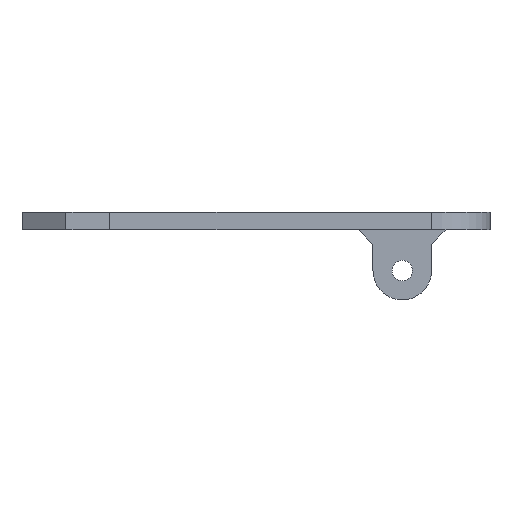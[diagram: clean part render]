
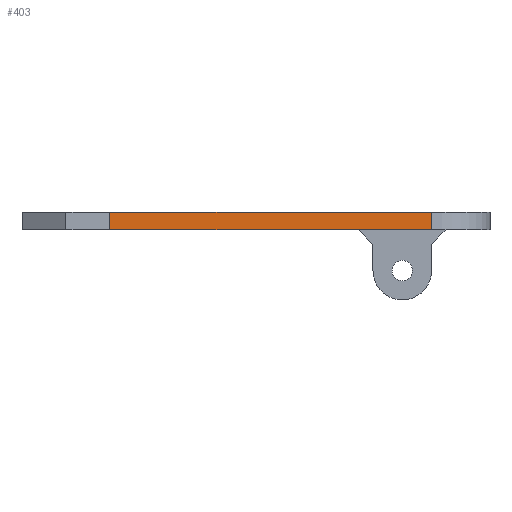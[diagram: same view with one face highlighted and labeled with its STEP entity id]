
A CAD part, front view. The second image highlights one B-rep face of the part: STEP entity #403.
In plain terms, the highlighted planar face has unit normal (0, -1, 0).
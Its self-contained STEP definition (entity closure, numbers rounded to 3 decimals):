
#136 = DIRECTION ( 'NONE',  ( 1., 0., 0. ) ) ;
#197 = LINE ( 'NONE', #282, #689 ) ;
#224 = VERTEX_POINT ( 'NONE', #1390 ) ;
#279 = FACE_OUTER_BOUND ( 'NONE', #1519, .T. ) ;
#282 = CARTESIAN_POINT ( 'NONE',  ( 10.563, -25.657, 3. ) ) ;
#403 = ADVANCED_FACE ( 'NONE', ( #279 ), #849, .F. ) ;
#512 = CARTESIAN_POINT ( 'NONE',  ( -44.437, -25.657, 3. ) ) ;
#669 = DIRECTION ( 'NONE',  ( 0., 1., 0. ) ) ;
#682 = LINE ( 'NONE', #1477, #1367 ) ;
#689 = VECTOR ( 'NONE', #1494, 1000. ) ;
#823 = VERTEX_POINT ( 'NONE', #2100 ) ;
#849 = PLANE ( 'NONE',  #1806 ) ;
#925 = ORIENTED_EDGE ( 'NONE', *, *, #2113, .F. ) ;
#972 = CARTESIAN_POINT ( 'NONE',  ( -44.437, -25.657, 3. ) ) ;
#1023 = EDGE_CURVE ( 'NONE', #224, #823, #197, .T. ) ;
#1147 = DIRECTION ( 'NONE',  ( 1., 0., 0. ) ) ;
#1334 = ORIENTED_EDGE ( 'NONE', *, *, #1481, .T. ) ;
#1367 = VECTOR ( 'NONE', #136, 1000. ) ;
#1390 = CARTESIAN_POINT ( 'NONE',  ( 10.563, -25.657, 0. ) ) ;
#1439 = ORIENTED_EDGE ( 'NONE', *, *, #1023, .T. ) ;
#1477 = CARTESIAN_POINT ( 'NONE',  ( -44.437, -25.657, 0. ) ) ;
#1481 = EDGE_CURVE ( 'NONE', #2030, #1735, #1645, .T. ) ;
#1494 = DIRECTION ( 'NONE',  ( 0., 0., 1. ) ) ;
#1502 = ORIENTED_EDGE ( 'NONE', *, *, #2177, .T. ) ;
#1519 = EDGE_LOOP ( 'NONE', ( #1502, #1439, #925, #1334 ) ) ;
#1645 = LINE ( 'NONE', #512, #1799 ) ;
#1714 = CARTESIAN_POINT ( 'NONE',  ( -44.437, -25.657, 3. ) ) ;
#1735 = VERTEX_POINT ( 'NONE', #2058 ) ;
#1799 = VECTOR ( 'NONE', #1906, 1000. ) ;
#1806 = AXIS2_PLACEMENT_3D ( 'NONE', #1714, #669, #1879 ) ;
#1879 = DIRECTION ( 'NONE',  ( 0., 0., 1. ) ) ;
#1906 = DIRECTION ( 'NONE',  ( 0., 0., -1. ) ) ;
#2000 = CARTESIAN_POINT ( 'NONE',  ( -44.437, -25.657, 3. ) ) ;
#2030 = VERTEX_POINT ( 'NONE', #2000 ) ;
#2058 = CARTESIAN_POINT ( 'NONE',  ( -44.437, -25.657, 0. ) ) ;
#2100 = CARTESIAN_POINT ( 'NONE',  ( 10.563, -25.657, 3. ) ) ;
#2113 = EDGE_CURVE ( 'NONE', #2030, #823, #2245, .T. ) ;
#2126 = VECTOR ( 'NONE', #1147, 1000. ) ;
#2177 = EDGE_CURVE ( 'NONE', #1735, #224, #682, .T. ) ;
#2245 = LINE ( 'NONE', #972, #2126 ) ;
